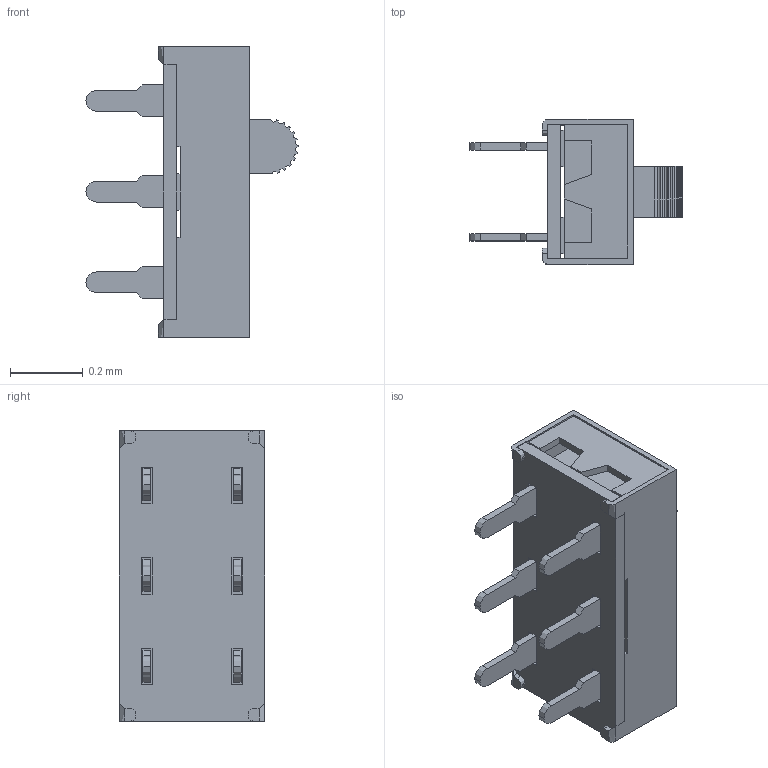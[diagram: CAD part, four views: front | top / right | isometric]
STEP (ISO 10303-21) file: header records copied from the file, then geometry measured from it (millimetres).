
FILE_DESCRIPTION (( 'STEP AP214' ), '1' );
FILE_NAME ('User Library-GF-126-0159.STEP', '2017-05-03T13:09:57', ( 'Windows User' ), ( '' ), 'SwSTEP 2.0', 'SolidWorks 2017', '' );
FILE_SCHEMA (( 'AUTOMOTIVE_DESIGN' ));
Length unit declared in the file: millimetre
Products named in the file (1): User Library-GF-126-0159
Bounding box: 0.58 x 0.4 x 0.8 mm (x, y, z)
Topology: 12 solids, 12 shells, 327 faces, 809 edges, 512 vertices
Faces by surface type: plane 216, cylinder 92, bspline 19
Full cylindrical faces by diameter (mm): 0.006 x1
Entity records: 9928 total; most frequent: CARTESIAN_POINT 2071, ORIENTED_EDGE 1608, DIRECTION 1534, EDGE_CURVE 804, LINE 624, VECTOR 624, VERTEX_POINT 512, AXIS2_PLACEMENT_3D 455
